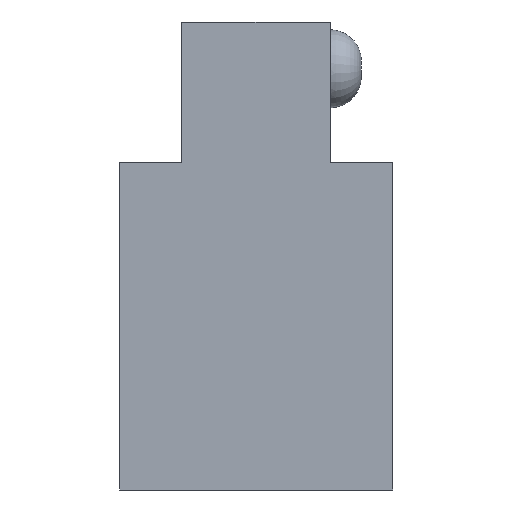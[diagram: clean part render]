
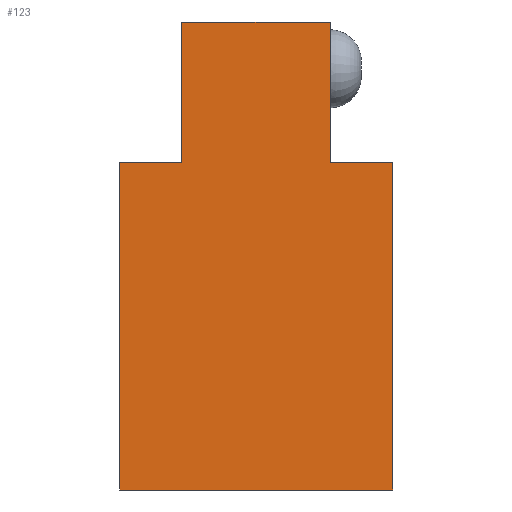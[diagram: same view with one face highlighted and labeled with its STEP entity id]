
A CAD part, left-side view. The second image highlights one B-rep face of the part: STEP entity #123.
In plain terms, the highlighted planar face has unit normal (-1, 0, 0).
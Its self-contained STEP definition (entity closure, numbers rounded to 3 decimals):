
#5 = CARTESIAN_POINT ( 'NONE',  ( -10.2, 16.4, -56.1 ) ) ;
#7 = LINE ( 'NONE', #171, #353 ) ;
#22 = VECTOR ( 'NONE', #129, 1000. ) ;
#27 = VERTEX_POINT ( 'NONE', #178 ) ;
#28 = EDGE_CURVE ( 'NONE', #496, #93, #49, .T. ) ;
#40 = EDGE_CURVE ( 'NONE', #313, #316, #253, .T. ) ;
#41 = LINE ( 'NONE', #362, #228 ) ;
#49 = LINE ( 'NONE', #409, #328 ) ;
#64 = VECTOR ( 'NONE', #342, 1000. ) ;
#66 = ORIENTED_EDGE ( 'NONE', *, *, #472, .T. ) ;
#76 = EDGE_CURVE ( 'NONE', #313, #27, #217, .T. ) ;
#79 = DIRECTION ( 'NONE',  ( 0., 0., 1. ) ) ;
#89 = EDGE_CURVE ( 'NONE', #311, #496, #7, .T. ) ;
#93 = VERTEX_POINT ( 'NONE', #174 ) ;
#96 = DIRECTION ( 'NONE',  ( 1., 0., 0. ) ) ;
#117 = CARTESIAN_POINT ( 'NONE',  ( -10.2, 20.4, -47.1 ) ) ;
#123 = ADVANCED_FACE ( 'NONE', ( #299 ), #134, .F. ) ;
#124 = CARTESIAN_POINT ( 'NONE',  ( -10.2, 29.9, -77.1 ) ) ;
#129 = DIRECTION ( 'NONE',  ( 0., 0., 1. ) ) ;
#134 = PLANE ( 'NONE',  #140 ) ;
#139 = EDGE_LOOP ( 'NONE', ( #290, #351, #148, #354, #433, #222, #66, #511 ) ) ;
#140 = AXIS2_PLACEMENT_3D ( 'NONE', #489, #96, #262 ) ;
#141 = CARTESIAN_POINT ( 'NONE',  ( -10.2, 33.9, -56.1 ) ) ;
#148 = ORIENTED_EDGE ( 'NONE', *, *, #327, .F. ) ;
#149 = DIRECTION ( 'NONE',  ( 0., 1., 0. ) ) ;
#164 = LINE ( 'NONE', #199, #366 ) ;
#171 = CARTESIAN_POINT ( 'NONE',  ( -10.2, 16.4, -56.1 ) ) ;
#174 = CARTESIAN_POINT ( 'NONE',  ( -10.2, 20.4, -56.1 ) ) ;
#178 = CARTESIAN_POINT ( 'NONE',  ( -10.2, 29.9, -47.1 ) ) ;
#184 = VECTOR ( 'NONE', #149, 1000. ) ;
#192 = VECTOR ( 'NONE', #401, 1000. ) ;
#199 = CARTESIAN_POINT ( 'NONE',  ( -10.2, 20.4, -77.1 ) ) ;
#217 = LINE ( 'NONE', #257, #22 ) ;
#222 = ORIENTED_EDGE ( 'NONE', *, *, #28, .T. ) ;
#226 = CARTESIAN_POINT ( 'NONE',  ( -10.2, 29.9, -47.1 ) ) ;
#228 = VECTOR ( 'NONE', #79, 1000. ) ;
#230 = CARTESIAN_POINT ( 'NONE',  ( -10.2, 16.4, -77.1 ) ) ;
#244 = LINE ( 'NONE', #124, #192 ) ;
#253 = LINE ( 'NONE', #491, #64 ) ;
#257 = CARTESIAN_POINT ( 'NONE',  ( -10.2, 29.9, -77.1 ) ) ;
#262 = DIRECTION ( 'NONE',  ( 0., 0., -1. ) ) ;
#267 = CARTESIAN_POINT ( 'NONE',  ( -10.2, 33.9, -77.1 ) ) ;
#275 = LINE ( 'NONE', #226, #184 ) ;
#288 = EDGE_CURVE ( 'NONE', #375, #27, #275, .T. ) ;
#290 = ORIENTED_EDGE ( 'NONE', *, *, #76, .F. ) ;
#299 = FACE_OUTER_BOUND ( 'NONE', #139, .T. ) ;
#302 = DIRECTION ( 'NONE',  ( 0., 0., 1. ) ) ;
#311 = VERTEX_POINT ( 'NONE', #230 ) ;
#313 = VERTEX_POINT ( 'NONE', #346 ) ;
#316 = VERTEX_POINT ( 'NONE', #141 ) ;
#320 = VERTEX_POINT ( 'NONE', #267 ) ;
#327 = EDGE_CURVE ( 'NONE', #320, #316, #41, .T. ) ;
#328 = VECTOR ( 'NONE', #339, 1000. ) ;
#329 = DIRECTION ( 'NONE',  ( 0., 0., 1. ) ) ;
#339 = DIRECTION ( 'NONE',  ( 0., 1., 0. ) ) ;
#342 = DIRECTION ( 'NONE',  ( 0., 1., 0. ) ) ;
#346 = CARTESIAN_POINT ( 'NONE',  ( -10.2, 29.9, -56.1 ) ) ;
#351 = ORIENTED_EDGE ( 'NONE', *, *, #40, .T. ) ;
#353 = VECTOR ( 'NONE', #302, 1000. ) ;
#354 = ORIENTED_EDGE ( 'NONE', *, *, #466, .F. ) ;
#362 = CARTESIAN_POINT ( 'NONE',  ( -10.2, 33.9, -56.1 ) ) ;
#366 = VECTOR ( 'NONE', #329, 1000. ) ;
#375 = VERTEX_POINT ( 'NONE', #117 ) ;
#401 = DIRECTION ( 'NONE',  ( 0., 1., 0. ) ) ;
#409 = CARTESIAN_POINT ( 'NONE',  ( -10.2, 16.4, -56.1 ) ) ;
#433 = ORIENTED_EDGE ( 'NONE', *, *, #89, .T. ) ;
#466 = EDGE_CURVE ( 'NONE', #311, #320, #244, .T. ) ;
#472 = EDGE_CURVE ( 'NONE', #93, #375, #164, .T. ) ;
#489 = CARTESIAN_POINT ( 'NONE',  ( -10.2, 29.9, -77.1 ) ) ;
#491 = CARTESIAN_POINT ( 'NONE',  ( -10.2, 16.4, -56.1 ) ) ;
#496 = VERTEX_POINT ( 'NONE', #5 ) ;
#511 = ORIENTED_EDGE ( 'NONE', *, *, #288, .T. ) ;
